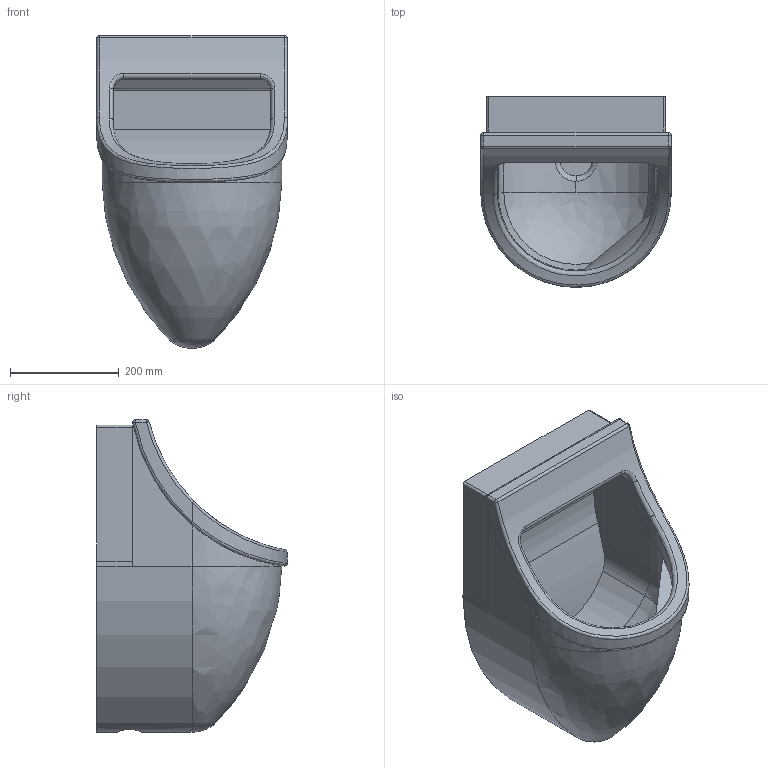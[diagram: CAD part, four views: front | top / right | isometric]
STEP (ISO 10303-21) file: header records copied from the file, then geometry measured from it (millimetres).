
FILE_DESCRIPTION((''),'2;1');
FILE_NAME('082135.stp','2007-08-06T10:44:37',('Huebner'),(''),'Autodesk Inventor 11','Autodesk Inventor 11','');
FILE_SCHEMA(('AUTOMOTIVE_DESIGN { 1 0 10303 214 1 1 1 1 }'));
Length unit declared in the file: millimetre
Products named in the file (2): 082135; 082135_alt
Assembly tree (1 placements, depth 2):
  082135
    082135_alt
Bounding box: 350 x 349.98 x 575 mm (x, y, z)
Volume: 21395125.4 mm3; surface area: 1012423.7 mm2
Topology: 2 solids, 2 shells, 145 faces, 349 edges, 214 vertices
Faces by surface type: cylinder 63, plane 51, bspline 17, torus 8, sphere 6
Full cylindrical faces by diameter (mm): 35 x2, 40 x1, 42.299 x1, 50 x1
Entity records: 9111 total; most frequent: CARTESIAN_POINT 5763, DIRECTION 707, ORIENTED_EDGE 676, EDGE_CURVE 338, AXIS2_PLACEMENT_3D 283, VERTEX_POINT 212, EDGE_LOOP 161, FACE_OUTER_BOUND 145
